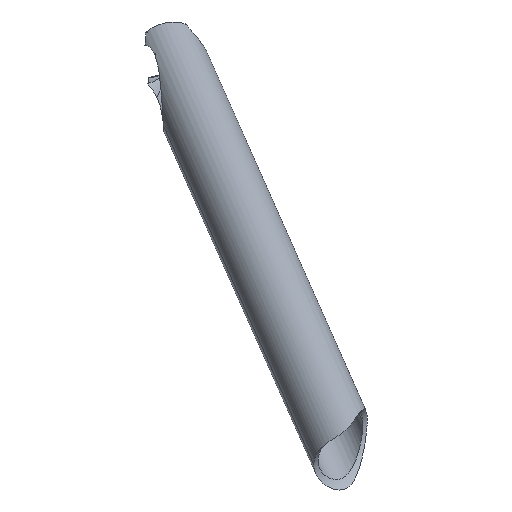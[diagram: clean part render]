
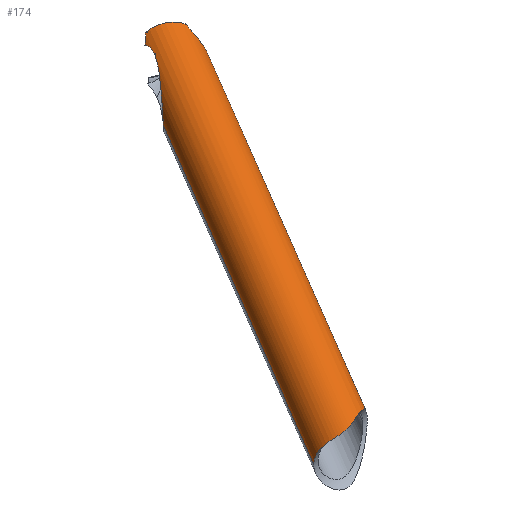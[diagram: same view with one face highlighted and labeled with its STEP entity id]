
A CAD part, isometric view. The second image highlights one B-rep face of the part: STEP entity #174.
In plain terms, the highlighted cylindrical face has radius 12.5 mm (diameter 25 mm), a partial arc.
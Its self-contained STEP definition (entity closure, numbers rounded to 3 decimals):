
#31=CARTESIAN_POINT('Axis2P3D Location',(-976.548,-108.747,-81.683)) ;
#37=CARTESIAN_POINT('Control Point',(-925.171,0.,-69.075)) ;
#38=CARTESIAN_POINT('Control Point',(-925.207,-0.61,-68.769)) ;
#39=CARTESIAN_POINT('Control Point',(-925.284,-1.247,-68.519)) ;
#40=CARTESIAN_POINT('Control Point',(-925.408,-1.896,-68.326)) ;
#41=CARTESIAN_POINT('Control Point',(-925.836,-3.543,-67.955)) ;
#42=CARTESIAN_POINT('Control Point',(-926.505,-5.154,-67.835)) ;
#43=CARTESIAN_POINT('Control Point',(-926.976,-6.098,-67.821)) ;
#44=CARTESIAN_POINT('Control Point',(-927.488,-7.018,-67.85)) ;
#45=CARTESIAN_POINT('Control Point',(-928.032,-7.916,-67.911)) ;
#46=CARTESIAN_POINT('Vertex',(-925.171,0.,-69.075)) ;
#48=CARTESIAN_POINT('Vertex',(-928.032,-7.916,-67.911)) ;
#52=CARTESIAN_POINT('Control Point',(-945.467,-29.516,-78.458)) ;
#53=CARTESIAN_POINT('Control Point',(-945.431,-29.453,-78.152)) ;
#54=CARTESIAN_POINT('Control Point',(-945.369,-29.364,-77.856)) ;
#55=CARTESIAN_POINT('Control Point',(-945.285,-29.251,-77.572)) ;
#56=CARTESIAN_POINT('Control Point',(-944.972,-28.852,-76.73)) ;
#57=CARTESIAN_POINT('Control Point',(-944.533,-28.327,-76.012)) ;
#58=CARTESIAN_POINT('Control Point',(-944.207,-27.943,-75.572)) ;
#59=CARTESIAN_POINT('Control Point',(-943.498,-27.119,-74.743)) ;
#60=CARTESIAN_POINT('Control Point',(-942.73,-26.235,-74.036)) ;
#61=CARTESIAN_POINT('Control Point',(-942.328,-25.775,-73.699)) ;
#62=CARTESIAN_POINT('Control Point',(-941.32,-24.621,-72.922)) ;
#63=CARTESIAN_POINT('Control Point',(-940.278,-23.429,-72.253)) ;
#64=CARTESIAN_POINT('Control Point',(-939.654,-22.716,-71.886)) ;
#65=CARTESIAN_POINT('Control Point',(-937.781,-20.561,-70.868)) ;
#66=CARTESIAN_POINT('Control Point',(-935.882,-18.342,-70.049)) ;
#67=CARTESIAN_POINT('Control Point',(-934.635,-16.856,-69.575)) ;
#68=CARTESIAN_POINT('Control Point',(-932.489,-14.237,-68.856)) ;
#69=CARTESIAN_POINT('Control Point',(-930.428,-11.509,-68.327)) ;
#70=CARTESIAN_POINT('Control Point',(-929.589,-10.345,-68.142)) ;
#71=CARTESIAN_POINT('Control Point',(-928.781,-9.151,-67.996)) ;
#72=CARTESIAN_POINT('Control Point',(-928.032,-7.916,-67.911)) ;
#73=CARTESIAN_POINT('Vertex',(-945.467,-29.516,-78.458)) ;
#76=CARTESIAN_POINT('Line Origine',(-987.388,-102.522,-81.683)) ;
#80=CARTESIAN_POINT('Vertex',(-1045.776,-204.207,-86.176)) ;
#84=CARTESIAN_POINT('Control Point',(-1045.776,-204.207,-86.176)) ;
#85=CARTESIAN_POINT('Control Point',(-1045.801,-204.251,-85.311)) ;
#86=CARTESIAN_POINT('Control Point',(-1045.774,-204.353,-84.447)) ;
#87=CARTESIAN_POINT('Control Point',(-1045.692,-204.513,-83.594)) ;
#88=CARTESIAN_POINT('Control Point',(-1045.444,-204.911,-82.045)) ;
#89=CARTESIAN_POINT('Control Point',(-1045.016,-205.476,-80.593)) ;
#90=CARTESIAN_POINT('Control Point',(-1044.78,-205.769,-79.946)) ;
#91=CARTESIAN_POINT('Control Point',(-1044.197,-206.452,-78.63)) ;
#92=CARTESIAN_POINT('Control Point',(-1043.441,-207.229,-77.46)) ;
#93=CARTESIAN_POINT('Control Point',(-1042.989,-207.659,-76.885)) ;
#94=CARTESIAN_POINT('Control Point',(-1041.946,-208.557,-75.801)) ;
#95=CARTESIAN_POINT('Control Point',(-1040.645,-209.371,-74.952)) ;
#96=CARTESIAN_POINT('Control Point',(-1039.897,-209.743,-74.582)) ;
#97=CARTESIAN_POINT('Control Point',(-1038.662,-210.113,-74.154)) ;
#98=CARTESIAN_POINT('Control Point',(-1037.347,-210.19,-73.893)) ;
#99=CARTESIAN_POINT('Control Point',(-1036.913,-210.183,-73.824)) ;
#100=CARTESIAN_POINT('Control Point',(-1035.278,-210.051,-73.62)) ;
#101=CARTESIAN_POINT('Control Point',(-1033.673,-209.577,-73.594)) ;
#102=CARTESIAN_POINT('Control Point',(-1032.545,-209.139,-73.628)) ;
#103=CARTESIAN_POINT('Control Point',(-1030.07,-208.044,-73.804)) ;
#104=CARTESIAN_POINT('Control Point',(-1027.702,-206.775,-74.186)) ;
#105=CARTESIAN_POINT('Control Point',(-1026.415,-206.054,-74.454)) ;
#106=CARTESIAN_POINT('Control Point',(-1024.113,-204.722,-75.052)) ;
#107=CARTESIAN_POINT('Control Point',(-1021.89,-203.387,-75.885)) ;
#108=CARTESIAN_POINT('Control Point',(-1020.91,-202.792,-76.311)) ;
#109=CARTESIAN_POINT('Control Point',(-1019.113,-201.696,-77.223)) ;
#110=CARTESIAN_POINT('Control Point',(-1017.433,-200.671,-78.4)) ;
#111=CARTESIAN_POINT('Control Point',(-1016.684,-200.216,-79.016)) ;
#112=CARTESIAN_POINT('Control Point',(-1015.533,-199.523,-80.165)) ;
#113=CARTESIAN_POINT('Control Point',(-1014.624,-198.999,-81.574)) ;
#114=CARTESIAN_POINT('Control Point',(-1014.315,-198.826,-82.171)) ;
#115=CARTESIAN_POINT('Control Point',(-1013.939,-198.629,-83.167)) ;
#116=CARTESIAN_POINT('Control Point',(-1013.76,-198.566,-84.224)) ;
#117=CARTESIAN_POINT('Control Point',(-1013.723,-198.561,-84.609)) ;
#118=CARTESIAN_POINT('Control Point',(-1013.714,-198.576,-84.995)) ;
#119=CARTESIAN_POINT('Control Point',(-1013.732,-198.607,-85.379)) ;
#120=CARTESIAN_POINT('Vertex',(-1013.732,-198.607,-85.379)) ;
#123=CARTESIAN_POINT('Line Origine',(-965.708,-114.971,-81.683)) ;
#127=CARTESIAN_POINT('Vertex',(-908.308,-15.009,-77.267)) ;
#131=CARTESIAN_POINT('Control Point',(-908.485,-3.858,-66.399)) ;
#132=CARTESIAN_POINT('Control Point',(-908.942,-4.65,-66.433)) ;
#133=CARTESIAN_POINT('Control Point',(-909.271,-5.514,-66.562)) ;
#134=CARTESIAN_POINT('Control Point',(-909.448,-6.402,-66.783)) ;
#135=CARTESIAN_POINT('Control Point',(-909.6,-7.873,-67.274)) ;
#136=CARTESIAN_POINT('Control Point',(-909.57,-9.268,-67.959)) ;
#137=CARTESIAN_POINT('Control Point',(-909.536,-9.821,-68.269)) ;
#138=CARTESIAN_POINT('Control Point',(-909.396,-11.341,-69.24)) ;
#139=CARTESIAN_POINT('Control Point',(-909.162,-12.668,-70.46)) ;
#140=CARTESIAN_POINT('Control Point',(-908.997,-13.426,-71.357)) ;
#141=CARTESIAN_POINT('Control Point',(-908.724,-14.451,-73.033)) ;
#142=CARTESIAN_POINT('Control Point',(-908.498,-14.967,-74.919)) ;
#143=CARTESIAN_POINT('Control Point',(-908.419,-15.08,-75.699)) ;
#144=CARTESIAN_POINT('Control Point',(-908.356,-15.092,-76.488)) ;
#145=CARTESIAN_POINT('Control Point',(-908.308,-15.009,-77.267)) ;
#146=CARTESIAN_POINT('Vertex',(-908.485,-3.858,-66.399)) ;
#149=CARTESIAN_POINT('Axis2P3D Location',(-914.176,-0.126,-76.884)) ;
#153=CARTESIAN_POINT('Vertex',(-921.405,3.606,-67.394)) ;
#157=CARTESIAN_POINT('Control Point',(-921.405,3.606,-67.394)) ;
#158=CARTESIAN_POINT('Control Point',(-921.963,2.638,-67.438)) ;
#159=CARTESIAN_POINT('Control Point',(-922.693,1.777,-67.654)) ;
#160=CARTESIAN_POINT('Control Point',(-923.528,1.095,-68.027)) ;
#161=CARTESIAN_POINT('Control Point',(-924.358,0.506,-68.5)) ;
#162=CARTESIAN_POINT('Control Point',(-925.171,0.,-69.075)) ;
#78=VECTOR('Line Direction',#77,1.) ;
#125=VECTOR('Line Direction',#124,1.) ;
#32=DIRECTION('Axis2P3D Direction',(0.498,0.867,0.038)) ;
#33=DIRECTION('Axis2P3D XDirection',(-0.867,0.498,0.)) ;
#77=DIRECTION('Vector Direction',(0.498,0.867,0.038)) ;
#124=DIRECTION('Vector Direction',(0.498,0.867,0.038)) ;
#150=DIRECTION('Axis2P3D Direction',(0.498,0.867,0.038)) ;
#34=AXIS2_PLACEMENT_3D('Cylinder Axis2P3D',#31,#32,#33) ;
#151=AXIS2_PLACEMENT_3D('Circle Axis2P3D',#149,#150,$) ;
#79=LINE('Line',#76,#78) ;
#126=LINE('Line',#123,#125) ;
#152=CIRCLE('generated circle',#151,12.5) ;
#35=CYLINDRICAL_SURFACE('generated cylinder',#34,12.5) ;
#50=EDGE_CURVE('',#47,#49,#36,.T.) ;
#75=EDGE_CURVE('',#74,#49,#51,.T.) ;
#82=EDGE_CURVE('',#74,#81,#79,.F.) ;
#122=EDGE_CURVE('',#81,#121,#83,.T.) ;
#129=EDGE_CURVE('',#128,#121,#126,.F.) ;
#148=EDGE_CURVE('',#147,#128,#130,.T.) ;
#155=EDGE_CURVE('',#154,#147,#152,.T.) ;
#163=EDGE_CURVE('',#154,#47,#156,.T.) ;
#165=ORIENTED_EDGE('',*,*,#50,.T.) ;
#166=ORIENTED_EDGE('',*,*,#75,.F.) ;
#167=ORIENTED_EDGE('',*,*,#82,.T.) ;
#168=ORIENTED_EDGE('',*,*,#122,.T.) ;
#169=ORIENTED_EDGE('',*,*,#129,.F.) ;
#170=ORIENTED_EDGE('',*,*,#148,.F.) ;
#171=ORIENTED_EDGE('',*,*,#155,.F.) ;
#172=ORIENTED_EDGE('',*,*,#163,.T.) ;
#164=EDGE_LOOP('',(#165,#166,#167,#168,#169,#170,#171,#172)) ;
#47=VERTEX_POINT('',#46) ;
#49=VERTEX_POINT('',#48) ;
#74=VERTEX_POINT('',#73) ;
#81=VERTEX_POINT('',#80) ;
#121=VERTEX_POINT('',#120) ;
#128=VERTEX_POINT('',#127) ;
#147=VERTEX_POINT('',#146) ;
#154=VERTEX_POINT('',#153) ;
#174=ADVANCED_FACE('Corps principal',(#173),#35,.T.) ;
#36=B_SPLINE_CURVE_WITH_KNOTS('',5,(#37,#38,#39,#40,#41,#42,#43,#44,#45),.UNSPECIFIED.,.F.,.U.,(6,3,6),(13.838,18.674,26.112),.UNSPECIFIED.) ;
#51=B_SPLINE_CURVE_WITH_KNOTS('',5,(#52,#53,#54,#55,#56,#57,#58,#59,#60,#61,#62,#63,#64,#65,#66,#67,#68,#69,#70,#71,#72),.UNSPECIFIED.,.F.,.U.,(6,3,3,3,3,3,6),(0.,2.219,6.932,11.876,19.076,33.303,43.531),.UNSPECIFIED.) ;
#83=B_SPLINE_CURVE_WITH_KNOTS('',5,(#84,#85,#86,#87,#88,#89,#90,#91,#92,#93,#94,#95,#96,#97,#98,#99,#100,#101,#102,#103,#104,#105,#106,#107,#108,#109,#110,#111,#112,#113,#114,#115,#116,#117,#118,#119),.UNSPECIFIED.,.F.,.U.,(6,3,3,3,3,3,3,3,3,3,3,6),(0.,6.13,11.398,17.368,23.727,26.828,35.388,45.984,54.637,62.169,67.015,69.74),.UNSPECIFIED.) ;
#130=B_SPLINE_CURVE_WITH_KNOTS('',5,(#131,#132,#133,#134,#135,#136,#137,#138,#139,#140,#141,#142,#143,#144,#145),.UNSPECIFIED.,.F.,.U.,(6,3,3,3,6),(0.,6.477,10.96,19.241,24.79),.UNSPECIFIED.) ;
#156=B_SPLINE_CURVE_WITH_KNOTS('',5,(#157,#158,#159,#160,#161,#162),.UNSPECIFIED.,.F.,.U.,(6,6),(0.,7.901),.UNSPECIFIED.) ;
#173=FACE_OUTER_BOUND('',#164,.T.) ;
